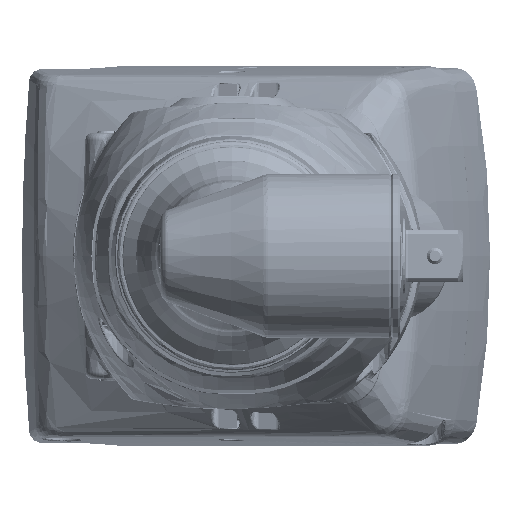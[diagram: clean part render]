
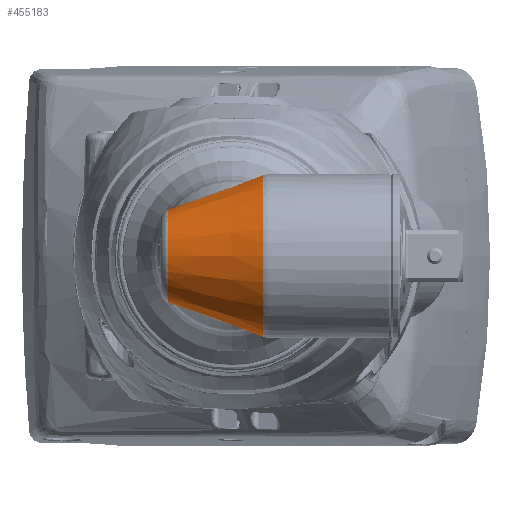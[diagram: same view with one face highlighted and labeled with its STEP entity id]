
A CAD part, left-side view. The second image highlights one B-rep face of the part: STEP entity #455183.
In plain terms, the highlighted conical face has half-angle 20 degrees and reference radius 11.649 mm.
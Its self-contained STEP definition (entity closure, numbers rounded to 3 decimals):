
#453963=CARTESIAN_POINT('',(-114.265,-5.733,0.));
#453964=DIRECTION('',(0.,1.,0.));
#453965=DIRECTION('',(0.431,0.,-0.902));
#453966=AXIS2_PLACEMENT_3D('',#453963,#453964,#453965);
#453993=CARTESIAN_POINT('',(-107.877,-5.733,
-13.371));
#453994=CARTESIAN_POINT('',(-108.029,-5.564,
-13.376));
#453995=CARTESIAN_POINT('',(-108.322,-5.22,
-13.373));
#453996=CARTESIAN_POINT('',(-108.732,-4.692,
-13.339));
#453997=CARTESIAN_POINT('',(-108.984,-4.332,
-13.3));
#453998=CARTESIAN_POINT('',(-109.105,-4.15,
-13.276));
#454000=CARTESIAN_POINT('',(-109.105,-4.15,
-13.276));
#454001=CARTESIAN_POINT('',(-109.415,-3.686,
-13.215));
#454002=CARTESIAN_POINT('',(-109.989,-2.79,
-13.072));
#454003=CARTESIAN_POINT('',(-110.713,-1.542,
-12.814));
#454004=CARTESIAN_POINT('',(-111.305,-0.379,
-12.528));
#454005=CARTESIAN_POINT('',(-111.765,0.704,
-12.224));
#454006=CARTESIAN_POINT('',(-112.098,1.712,
-11.915));
#454007=CARTESIAN_POINT('',(-112.315,2.651,
-11.605));
#454008=CARTESIAN_POINT('',(-112.423,3.498,
-11.31));
#454009=CARTESIAN_POINT('',(-112.449,4.258,
-11.034));
#454010=CARTESIAN_POINT('',(-112.412,4.995,
-10.756));
#454011=CARTESIAN_POINT('',(-112.312,5.743,
-10.462));
#454012=CARTESIAN_POINT('',(-112.156,6.477,
-10.159));
#454013=CARTESIAN_POINT('',(-111.962,7.17,
-9.858));
#454014=CARTESIAN_POINT('',(-111.745,7.824,
-9.56));
#454015=CARTESIAN_POINT('',(-111.494,8.489,
-9.238));
#454016=CARTESIAN_POINT('',(-111.191,9.213,
-8.865));
#454017=CARTESIAN_POINT('',(-110.839,9.99,
-8.432));
#454018=CARTESIAN_POINT('',(-110.441,10.813,
-7.93));
#454019=CARTESIAN_POINT('',(-110.148,11.39,
-7.539));
#454020=CARTESIAN_POINT('',(-109.997,11.684,
-7.328));
#454022=CARTESIAN_POINT('',(-114.265,11.684,0.));
#454023=DIRECTION('',(0.,-1.,0.));
#454024=DIRECTION('',(0.503,0.,0.864));
#454025=AXIS2_PLACEMENT_3D('',#454022,#454023,#454024);
#454027=CARTESIAN_POINT('',(-109.997,11.684,
7.328));
#454028=CARTESIAN_POINT('',(-110.132,11.422,
7.516));
#454029=CARTESIAN_POINT('',(-110.392,10.908,
7.866));
#454030=CARTESIAN_POINT('',(-110.748,10.179,
8.319));
#454031=CARTESIAN_POINT('',(-111.07,9.485,
8.716));
#454032=CARTESIAN_POINT('',(-111.349,8.841,
9.059));
#454033=CARTESIAN_POINT('',(-111.595,8.227,
9.367));
#454034=CARTESIAN_POINT('',(-111.824,7.596,
9.666));
#454035=CARTESIAN_POINT('',(-112.036,6.924,
9.967));
#454036=CARTESIAN_POINT('',(-112.216,6.221,
10.266));
#454037=CARTESIAN_POINT('',(-112.348,5.514,
10.553));
#454038=CARTESIAN_POINT('',(-112.427,4.808,
10.828));
#454039=CARTESIAN_POINT('',(-112.451,4.042,
11.114));
#454040=CARTESIAN_POINT('',(-112.393,3.158,
11.431));
#454041=CARTESIAN_POINT('',(-112.22,2.172,
11.766));
#454042=CARTESIAN_POINT('',(-111.91,1.097,
12.108));
#454043=CARTESIAN_POINT('',(-111.449,-0.069,
12.446));
#454044=CARTESIAN_POINT('',(-110.834,-1.323,
12.765));
#454045=CARTESIAN_POINT('',(-110.061,-2.675,
13.052));
#454046=CARTESIAN_POINT('',(-109.441,-3.647,
13.209));
#454047=CARTESIAN_POINT('',(-109.105,-4.15,
13.276));
#454049=CARTESIAN_POINT('',(-109.105,-4.15,
13.276));
#454050=CARTESIAN_POINT('',(-108.971,-4.351,
13.302));
#454051=CARTESIAN_POINT('',(-108.7,-4.735,
13.343));
#454052=CARTESIAN_POINT('',(-108.288,-5.261,
13.374));
#454053=CARTESIAN_POINT('',(-108.013,-5.581,
13.375));
#454054=CARTESIAN_POINT('',(-107.877,-5.733,
13.371));
#454869=VERTEX_POINT('',#453993);
#454870=VERTEX_POINT('',#453998);
#454873=VERTEX_POINT('',#454027);
#454874=VERTEX_POINT('',#454047);
#454877=VERTEX_POINT('',#454054);
#454970=VERTEX_POINT('',#454020);
#455166=CARTESIAN_POINT('',(-114.265,2.976,0.));
#455167=DIRECTION('',(0.,-1.,0.));
#455168=DIRECTION('',(1.,0.,0.));
#455169=AXIS2_PLACEMENT_3D('',#455166,#455167,#455168);
#455170=CONICAL_SURFACE('',#455169,11.649,20.);
#455171=ORIENTED_EDGE('',*,*,#455156,.T.);
#455173=ORIENTED_EDGE('',*,*,#455172,.T.);
#455175=ORIENTED_EDGE('',*,*,#455174,.F.);
#455177=ORIENTED_EDGE('',*,*,#455176,.T.);
#455179=ORIENTED_EDGE('',*,*,#455178,.T.);
#455180=ORIENTED_EDGE('',*,*,#455069,.F.);
#455181=EDGE_LOOP('',(#455171,#455173,#455175,#455177,#455179,#455180));
#455182=FACE_OUTER_BOUND('',#455181,.F.);
#455183=ADVANCED_FACE('',(#455182),#455170,.T.);
#453967=CIRCLE('',#453966,14.819);
#453999=B_SPLINE_CURVE_WITH_KNOTS('',3,(#453993,#453994,#453995,#453996,#453997,
#453998),.UNSPECIFIED.,.F.,.F.,(4,1,1,4),(0.,0.333,
0.667,1.),.UNSPECIFIED.);
#454021=B_SPLINE_CURVE_WITH_KNOTS('',3,(#454000,#454001,#454002,#454003,#454004,
#454005,#454006,#454007,#454008,#454009,#454010,#454011,#454012,#454013,#454014,
#454015,#454016,#454017,#454018,#454019,#454020),.UNSPECIFIED.,.F.,.F.,(4,1,1,1,
1,1,1,1,1,1,1,1,1,1,1,1,1,1,4),(0.,0.056,0.111,
0.167,0.222,0.278,0.333,
0.389,0.444,0.5,0.556,0.611,
0.667,0.722,0.778,0.833,
0.889,0.944,1.),.UNSPECIFIED.);
#454026=CIRCLE('',#454025,8.48);
#454048=B_SPLINE_CURVE_WITH_KNOTS('',3,(#454027,#454028,#454029,#454030,#454031,
#454032,#454033,#454034,#454035,#454036,#454037,#454038,#454039,#454040,#454041,
#454042,#454043,#454044,#454045,#454046,#454047),.UNSPECIFIED.,.F.,.F.,(4,1,1,1,
1,1,1,1,1,1,1,1,1,1,1,1,1,1,4),(0.,0.056,0.111,
0.167,0.222,0.278,0.333,
0.389,0.444,0.5,0.556,0.611,
0.667,0.722,0.778,0.833,
0.889,0.944,1.),.UNSPECIFIED.);
#454055=B_SPLINE_CURVE_WITH_KNOTS('',3,(#454049,#454050,#454051,#454052,#454053,
#454054),.UNSPECIFIED.,.F.,.F.,(4,1,1,4),(0.,0.333,
0.667,1.),.UNSPECIFIED.);
#455069=EDGE_CURVE('',#454869,#454877,#453967,.T.);
#455156=EDGE_CURVE('',#454869,#454870,#453999,.T.);
#455172=EDGE_CURVE('',#454870,#454970,#454021,.T.);
#455174=EDGE_CURVE('',#454873,#454970,#454026,.T.);
#455176=EDGE_CURVE('',#454873,#454874,#454048,.T.);
#455178=EDGE_CURVE('',#454874,#454877,#454055,.T.);
